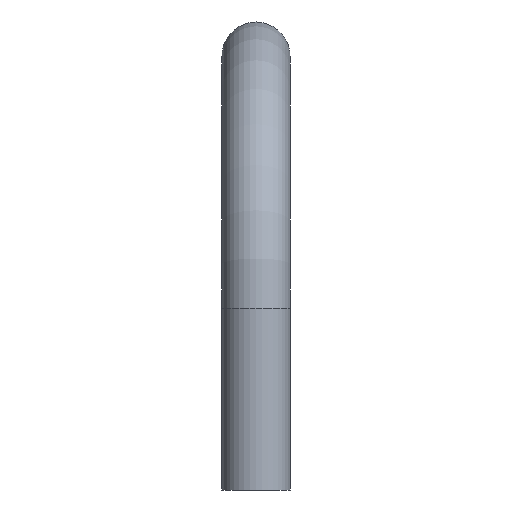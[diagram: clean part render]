
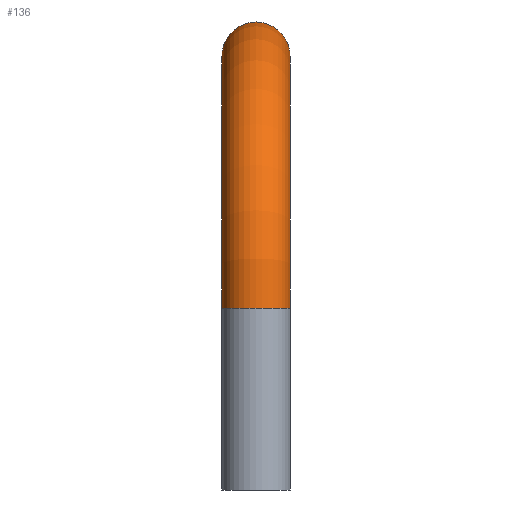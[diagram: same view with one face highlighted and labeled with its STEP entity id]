
A CAD part, left-side view. The second image highlights one B-rep face of the part: STEP entity #136.
In plain terms, the highlighted toroidal (fillet/blend) face has major radius 50 mm and minor radius 6.75 mm.
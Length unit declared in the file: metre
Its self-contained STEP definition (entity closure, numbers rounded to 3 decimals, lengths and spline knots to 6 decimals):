
#16=TOROIDAL_SURFACE('',#168,0.05,0.00675);
#36=FACE_OUTER_BOUND('',#45,.T.);
#45=EDGE_LOOP('',(#116,#117,#118,#119,#120,#121));
#57=CIRCLE('',#166,0.00675);
#58=CIRCLE('',#167,0.00675);
#59=CIRCLE('',#169,0.04325);
#60=CIRCLE('',#170,0.00675);
#61=CIRCLE('',#171,0.00675);
#70=VERTEX_POINT('',#248);
#71=VERTEX_POINT('',#250);
#72=VERTEX_POINT('',#254);
#73=VERTEX_POINT('',#256);
#86=EDGE_CURVE('',#70,#71,#57,.T.);
#87=EDGE_CURVE('',#71,#70,#58,.T.);
#88=EDGE_CURVE('',#71,#72,#59,.T.);
#89=EDGE_CURVE('',#72,#73,#60,.T.);
#90=EDGE_CURVE('',#73,#72,#61,.T.);
#116=ORIENTED_EDGE('',*,*,#86,.F.);
#117=ORIENTED_EDGE('',*,*,#87,.F.);
#118=ORIENTED_EDGE('',*,*,#88,.T.);
#119=ORIENTED_EDGE('',*,*,#89,.T.);
#120=ORIENTED_EDGE('',*,*,#90,.T.);
#121=ORIENTED_EDGE('',*,*,#88,.F.);
#136=ADVANCED_FACE('',(#36),#16,.T.);
#166=AXIS2_PLACEMENT_3D('',#251,#206,#207);
#167=AXIS2_PLACEMENT_3D('',#252,#208,#209);
#168=AXIS2_PLACEMENT_3D('',#253,#210,#211);
#169=AXIS2_PLACEMENT_3D('',#255,#212,#213);
#170=AXIS2_PLACEMENT_3D('',#257,#214,#215);
#171=AXIS2_PLACEMENT_3D('',#258,#216,#217);
#206=DIRECTION('center_axis',(0.,0.,-1.));
#207=DIRECTION('ref_axis',(0.,-1.,0.));
#208=DIRECTION('center_axis',(0.,0.,-1.));
#209=DIRECTION('ref_axis',(0.,-1.,0.));
#210=DIRECTION('center_axis',(0.,-1.,0.));
#211=DIRECTION('ref_axis',(0.,0.,-1.));
#212=DIRECTION('center_axis',(0.,1.,0.));
#213=DIRECTION('ref_axis',(0.,0.,-1.));
#214=DIRECTION('center_axis',(-1.,0.,0.));
#215=DIRECTION('ref_axis',(0.,-1.,0.));
#216=DIRECTION('center_axis',(-1.,0.,0.));
#217=DIRECTION('ref_axis',(0.,-1.,0.));
#248=CARTESIAN_POINT('',(0.15725,0.05425,0.036));
#250=CARTESIAN_POINT('',(0.164,0.0475,0.036));
#251=CARTESIAN_POINT('Origin',(0.15725,0.0475,0.036));
#252=CARTESIAN_POINT('Origin',(0.15725,0.0475,0.036));
#253=CARTESIAN_POINT('Origin',(0.20725,0.0475,0.036));
#254=CARTESIAN_POINT('',(0.20725,0.0475,0.07925));
#255=CARTESIAN_POINT('Origin',(0.20725,0.0475,0.036));
#256=CARTESIAN_POINT('',(0.20725,0.05425,0.086));
#257=CARTESIAN_POINT('Origin',(0.20725,0.0475,0.086));
#258=CARTESIAN_POINT('Origin',(0.20725,0.0475,0.086));
